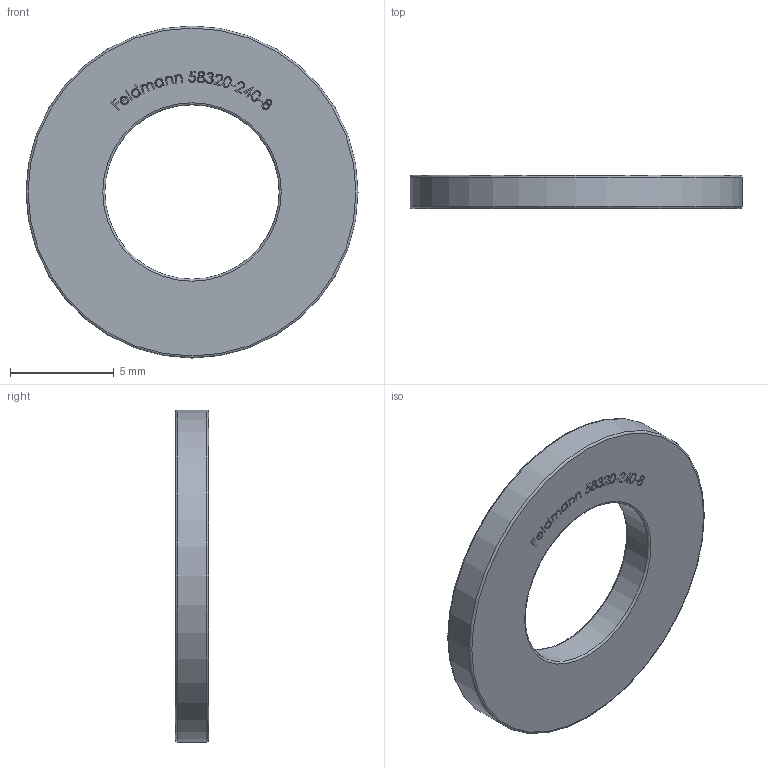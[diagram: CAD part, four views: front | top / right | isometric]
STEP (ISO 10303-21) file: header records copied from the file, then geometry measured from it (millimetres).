
FILE_DESCRIPTION (( 'STEP AP203' ), '1' );
FILE_NAME ('58320-240-8.step', '2019-12-18T12:45:58', ( '' ), ( '' ), 'SwSTEP 2.0', 'SolidWorks 2015', '' );
FILE_SCHEMA (( 'CONFIG_CONTROL_DESIGN' ));
Length unit declared in the file: millimetre
Products named in the file (2): 58320-240-8
Bounding box: 16 x 1.6 x 16 mm (x, y, z)
Volume: 232.6 mm3; surface area: 411.7 mm2
Topology: 1 solids, 1 shells, 267 faces, 704 edges, 468 vertices
Faces by surface type: bspline 134, plane 127, torus 4, cylinder 2
Full cylindrical faces by diameter (mm): 8.4 x1, 16 x1
Entity records: 15735 total; most frequent: CARTESIAN_POINT 9905, ORIENTED_EDGE 1396, DIRECTION 708, EDGE_CURVE 698, VERTEX_POINT 468, LINE 422, VECTOR 422, EDGE_LOOP 304
